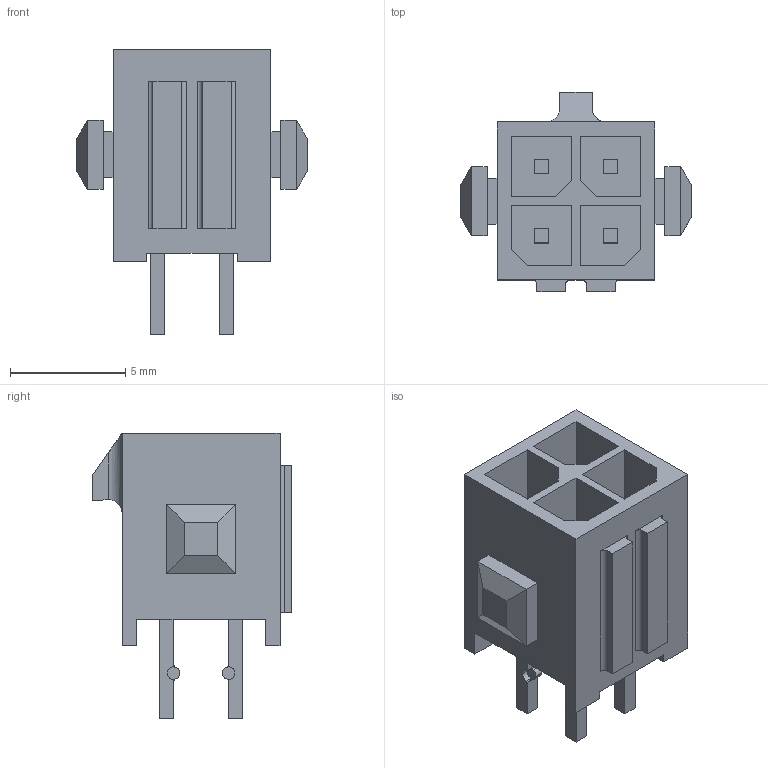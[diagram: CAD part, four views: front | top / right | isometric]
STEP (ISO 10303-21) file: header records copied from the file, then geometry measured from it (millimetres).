
FILE_DESCRIPTION((''),'2;1');
FILE_NAME('TYCO_3-794630-4.stp','2009-04-27T15:24:33',(''),(''),'Mechanical Desktop 2006','Mechanical Desktop 2006',', , ');
FILE_SCHEMA(('AUTOMOTIVE_DESIGN { 1 2 10303 214 0 1 1 1 }'));
Length unit declared in the file: millimetre
Products named in the file (1): Product
Bounding box: 10 x 8.67 x 12.42 mm (x, y, z)
Volume: 268.5 mm3; surface area: 761.3 mm2
Topology: 9 solids, 9 shells, 196 faces, 494 edges, 326 vertices
Faces by surface type: plane 137, cylinder 31, bspline 28
Entity records: 6232 total; most frequent: CARTESIAN_POINT 1477, ORIENTED_EDGE 988, DIRECTION 934, EDGE_CURVE 494, VECTOR 384, LINE 384, VERTEX_POINT 326, AXIS2_PLACEMENT_3D 275
